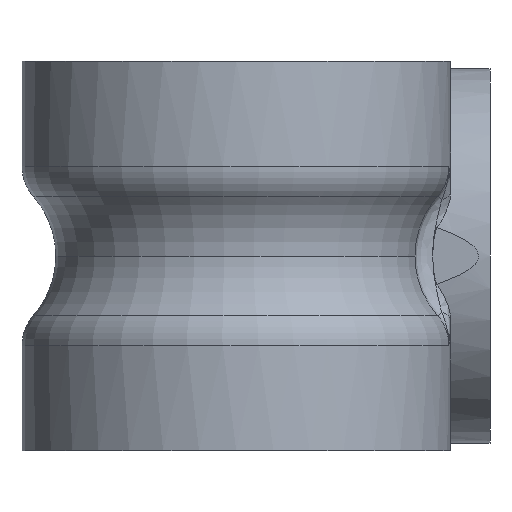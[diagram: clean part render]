
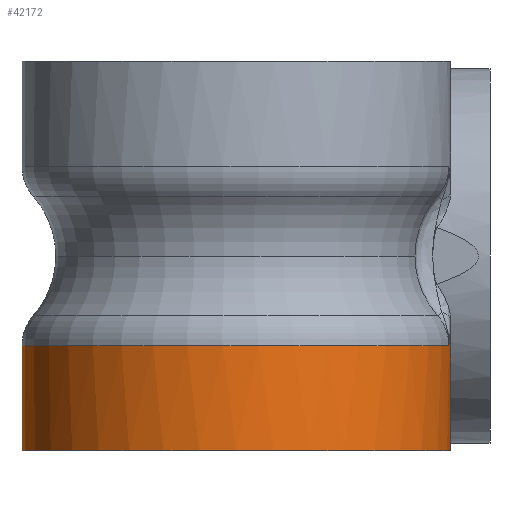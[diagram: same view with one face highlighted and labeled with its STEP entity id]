
A CAD part, front view. The second image highlights one B-rep face of the part: STEP entity #42172.
In plain terms, the highlighted cylindrical face has radius 38 mm (diameter 76 mm), a partial arc.
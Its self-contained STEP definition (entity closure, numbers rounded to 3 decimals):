
#372 = CARTESIAN_POINT ( 'NONE',  ( -27.21, -4.011, -15.183 ) ) ;
#937 = CARTESIAN_POINT ( 'NONE',  ( -65., 0., 20. ) ) ;
#1350 = ORIENTED_EDGE ( 'NONE', *, *, #24166, .T. ) ;
#2430 = CARTESIAN_POINT ( 'NONE',  ( -27.005, -0.608, -11.39 ) ) ;
#2530 = CARTESIAN_POINT ( 'NONE',  ( -27.005, -0.608, -11.39 ) ) ;
#2556 = DIRECTION ( 'NONE',  ( 0., 0., 1. ) ) ;
#2897 = EDGE_CURVE ( 'NONE', #12313, #49596, #11079, .T. ) ;
#3087 = CARTESIAN_POINT ( 'NONE',  ( -65., 0., -34.5 ) ) ;
#3336 = DIRECTION ( 'NONE',  ( 1., 0., 0. ) ) ;
#6396 = CARTESIAN_POINT ( 'NONE',  ( -27.003, -0.446, -11.147 ) ) ;
#7810 = CARTESIAN_POINT ( 'NONE',  ( -27.299, -4.76, -15.875 ) ) ;
#7969 = CARTESIAN_POINT ( 'NONE',  ( -27.299, -4.76, -15.875 ) ) ;
#8033 = DIRECTION ( 'NONE',  ( 0., 0., -1. ) ) ;
#9754 = CARTESIAN_POINT ( 'NONE',  ( -27.002, -0.37, -11.023 ) ) ;
#9979 = VECTOR ( 'NONE', #37268, 1000. ) ;
#10547 = CARTESIAN_POINT ( 'NONE',  ( -27., 0., -12.023 ) ) ;
#10788 = AXIS2_PLACEMENT_3D ( 'NONE', #937, #13082, #46000 ) ;
#11079 = CIRCLE ( 'NONE', #28744, 38. ) ;
#11563 = CYLINDRICAL_SURFACE ( 'NONE', #10788, 38. ) ;
#12283 = CARTESIAN_POINT ( 'NONE',  ( -27., 0., -34.5 ) ) ;
#12313 = VERTEX_POINT ( 'NONE', #7969 ) ;
#12398 = CARTESIAN_POINT ( 'NONE',  ( -27., 0., -12.023 ) ) ;
#12963 = ORIENTED_EDGE ( 'NONE', *, *, #35480, .T. ) ;
#13082 = DIRECTION ( 'NONE',  ( 0., 0., -1. ) ) ;
#15387 = VERTEX_POINT ( 'NONE', #20622 ) ;
#15931 = CARTESIAN_POINT ( 'NONE',  ( -27.252, -4.386, -15.531 ) ) ;
#16671 = LINE ( 'NONE', #20649, #29574 ) ;
#17505 = EDGE_CURVE ( 'NONE', #48547, #48108, #40939, .T. ) ;
#20368 = ORIENTED_EDGE ( 'NONE', *, *, #45713, .T. ) ;
#20622 = CARTESIAN_POINT ( 'NONE',  ( -27.002, -0.37, -11.023 ) ) ;
#20649 = CARTESIAN_POINT ( 'NONE',  ( -103., 0., 20. ) ) ;
#21207 = VERTEX_POINT ( 'NONE', #40194 ) ;
#21989 = CARTESIAN_POINT ( 'NONE',  ( -27.004, -0.525, -11.27 ) ) ;
#24166 = EDGE_CURVE ( 'NONE', #49596, #43272, #16671, .T. ) ;
#25824 = CARTESIAN_POINT ( 'NONE',  ( -27.001, -0.252, -11.358 ) ) ;
#27662 = ORIENTED_EDGE ( 'NONE', *, *, #2897, .T. ) ;
#28097 = CARTESIAN_POINT ( 'NONE',  ( -27.14, -3.275, -14.477 ) ) ;
#28113 = CARTESIAN_POINT ( 'NONE',  ( -103., 0., -15.875 ) ) ;
#28744 = AXIS2_PLACEMENT_3D ( 'NONE', #51581, #38678, #34784 ) ;
#29107 = CARTESIAN_POINT ( 'NONE',  ( -27., 0., 20. ) ) ;
#29574 = VECTOR ( 'NONE', #8033, 1000. ) ;
#32058 = B_SPLINE_CURVE_WITH_KNOTS ( 'NONE', 3,
 ( #2530, #46789, #48844, #52046, #28097, #372, #15931, #7810 ),
 .UNSPECIFIED., .F., .F.,
 ( 4, 2, 2, 4 ),
 ( 0., 0.003, 0.005, 0.006 ),
 .UNSPECIFIED. ) ;
#33336 = ORIENTED_EDGE ( 'NONE', *, *, #17505, .F. ) ;
#34289 = CARTESIAN_POINT ( 'NONE',  ( -27., -0.129, -11.692 ) ) ;
#34784 = DIRECTION ( 'NONE',  ( 1., 0., 0. ) ) ;
#34827 = B_SPLINE_CURVE_WITH_KNOTS ( 'NONE', 3,
 ( #9754, #25824, #34289, #10547 ),
 .UNSPECIFIED., .F., .F.,
 ( 4, 4 ),
 ( 0.055, 0.056 ),
 .UNSPECIFIED. ) ;
#35480 = EDGE_CURVE ( 'NONE', #15387, #21207, #39898, .T. ) ;
#37268 = DIRECTION ( 'NONE',  ( 0., 0., -1. ) ) ;
#37368 = EDGE_LOOP ( 'NONE', ( #33336, #43654, #12963, #38430, #27662, #1350, #20368 ) ) ;
#38430 = ORIENTED_EDGE ( 'NONE', *, *, #41033, .T. ) ;
#38678 = DIRECTION ( 'NONE',  ( 0., 0., -1. ) ) ;
#39898 = B_SPLINE_CURVE_WITH_KNOTS ( 'NONE', 3,
 ( #42772, #6396, #21989, #2430 ),
 .UNSPECIFIED., .F., .F.,
 ( 4, 4 ),
 ( 0.011, 0.012 ),
 .UNSPECIFIED. ) ;
#40018 = CARTESIAN_POINT ( 'NONE',  ( -103., 0., -34.5 ) ) ;
#40194 = CARTESIAN_POINT ( 'NONE',  ( -27.005, -0.608, -11.39 ) ) ;
#40939 = LINE ( 'NONE', #29107, #9979 ) ;
#41033 = EDGE_CURVE ( 'NONE', #21207, #12313, #32058, .T. ) ;
#42172 = ADVANCED_FACE ( 'NONE', ( #47614 ), #11563, .T. ) ;
#42772 = CARTESIAN_POINT ( 'NONE',  ( -27.002, -0.37, -11.023 ) ) ;
#43024 = AXIS2_PLACEMENT_3D ( 'NONE', #3087, #2556, #3336 ) ;
#43272 = VERTEX_POINT ( 'NONE', #40018 ) ;
#43654 = ORIENTED_EDGE ( 'NONE', *, *, #48644, .F. ) ;
#45713 = EDGE_CURVE ( 'NONE', #43272, #48108, #50590, .T. ) ;
#46000 = DIRECTION ( 'NONE',  ( -1., 0., 0. ) ) ;
#46789 = CARTESIAN_POINT ( 'NONE',  ( -27.014, -1.194, -12.238 ) ) ;
#47614 = FACE_OUTER_BOUND ( 'NONE', #37368, .T. ) ;
#48108 = VERTEX_POINT ( 'NONE', #12283 ) ;
#48547 = VERTEX_POINT ( 'NONE', #12398 ) ;
#48644 = EDGE_CURVE ( 'NONE', #15387, #48547, #34827, .T. ) ;
#48844 = CARTESIAN_POINT ( 'NONE',  ( -27.039, -1.858, -13.013 ) ) ;
#49596 = VERTEX_POINT ( 'NONE', #28113 ) ;
#50590 = CIRCLE ( 'NONE', #43024, 38. ) ;
#51581 = CARTESIAN_POINT ( 'NONE',  ( -65., 0., -15.875 ) ) ;
#52046 = CARTESIAN_POINT ( 'NONE',  ( -27.11, -2.914, -14.118 ) ) ;
